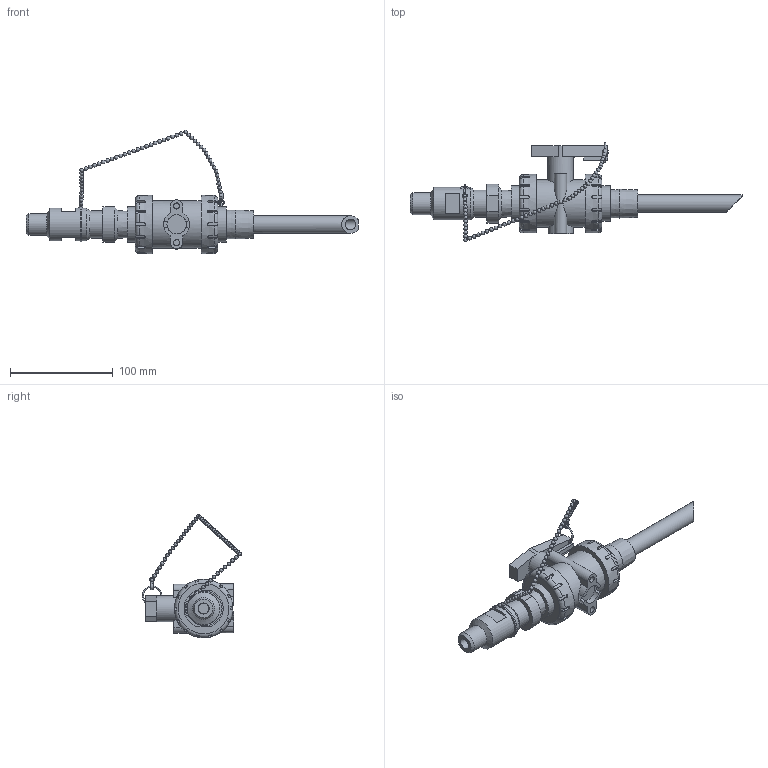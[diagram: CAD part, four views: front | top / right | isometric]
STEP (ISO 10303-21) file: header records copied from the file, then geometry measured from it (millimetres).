
FILE_DESCRIPTION(/* description */ (''),/* implementation_level */ '2;1');
FILE_NAME(/* name */ 'CS-50A75A-4IA-BBBV_R0.stp',/* time_stamp */ '2024-11-07T09:08:09-05:00',/* author */ ('SalesDesk5'),/* organization */ (''),/* preprocessor_version */ 'ST-DEVELOPER v20',/* originating_system */ 'Autodesk Inventor 2025',/* authorisation */ '');
FILE_SCHEMA (('CONFIG_CONTROL_DESIGN'));
Length unit declared in the file: inch
Products named in the file (1): Part2
Bounding box: 323.47 x 97.02 x 120.33 mm (x, y, z)
Volume: 303183.8 mm3; surface area: 82337.5 mm2
Topology: 19 solids, 19 shells, 416 faces, 1095 edges, 722 vertices
Faces by surface type: plane 204, cylinder 133, sphere 63, cone 11, torus 5
Full cylindrical faces by diameter (mm): 0.9 x54, 2.5 x2, 3.302 x1, 3.8 x2, 4 x2, 5.999 x4, 10.236 x1, 10.744 x1, 17.145 x1, 17.704 x1, 18.9 x1, 20.142 x1, 20.396 x1, 21.336 x1, 25.199 x1, 26.67 x4, 28.956 x1, 31.75 x2, 34.501 x2, 46.299 x2, 57 x2
Entity records: 14707 total; most frequent: CARTESIAN_POINT 3695, DIRECTION 2297, ORIENTED_EDGE 2172, EDGE_CURVE 1086, AXIS2_PLACEMENT_3D 920, VERTEX_POINT 722, CIRCLE 500, LINE 457
